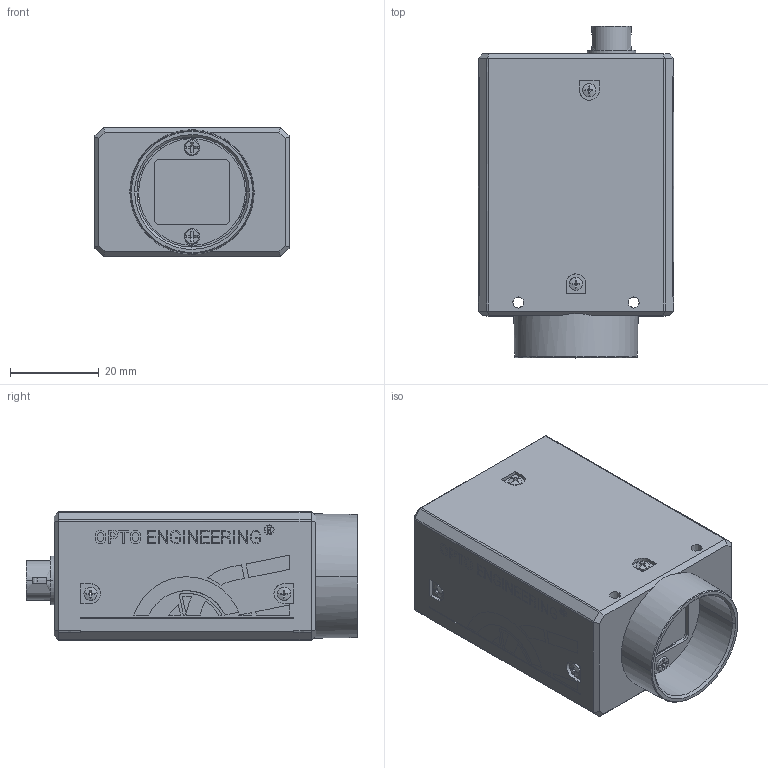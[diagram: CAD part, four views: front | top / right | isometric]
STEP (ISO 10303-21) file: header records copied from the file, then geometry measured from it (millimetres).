
FILE_DESCRIPTION (( 'STEP AP203' ), '1' );
FILE_NAME ('DP28946-B_COE-XXX-Y-POE-TYPE2.step', '2021-11-26T16:47:18', ( '' ), ( '' ), 'SwSTEP 2.0', 'SolidWorks 2021', '' );
FILE_SCHEMA (( 'CONFIG_CONTROL_DESIGN' ));
Length unit declared in the file: millimetre
Products named in the file (1): DP28946-B_COE-XXX-Y-POE-TYPE2
Bounding box: 44.01 x 74.76 x 29 mm (x, y, z)
Surface area: 13657.8 mm2 (no closed solid volume)
Topology: 0 solids, 52 shells, 537 faces, 2159 edges, 1623 vertices
Faces by surface type: plane 321, bspline 216
Entity records: 26938 total; most frequent: CARTESIAN_POINT 14954, ORIENTED_EDGE 3431, EDGE_CURVE 2149, VERTEX_POINT 1623, B_SPLINE_CURVE_WITH_KNOTS 1617, DIRECTION 644, EDGE_LOOP 599, FACE_OUTER_BOUND 537
